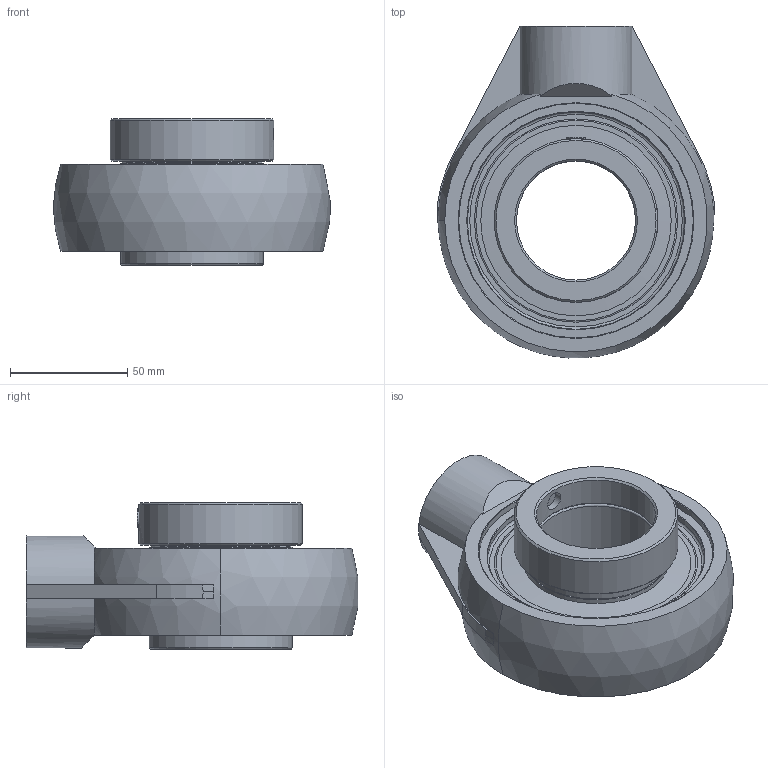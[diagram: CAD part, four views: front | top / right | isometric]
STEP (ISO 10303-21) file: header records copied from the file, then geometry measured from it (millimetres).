
FILE_DESCRIPTION(('HOOPS Exchange Step'),'2;1');
FILE_NAME('export-959442DB-5AE4-4DFC-ABC3-3FC21E6BA0F5.stp','2020-05-19T16:07:46-07:00',('dkerr'),('Alibre'),'HOOPS Exchange 2020.0','Alibre','Unknown authorisation');
FILE_SCHEMA( ('AP242_MANAGED_MODEL_BASED_3D_ENGINEERING_MIM_LF {1 0 10303 442 1 1 4 }') );
Length unit declared in the file: inch
Products named in the file (8): MRN SHAM L4L 210; SHC 210 (Ball Bearing); SHC 210 (Shield); SHC 210 (Setscrew); SHC 210-32 L4L (2.000inch) (Race); SHC 210-32 (Collar); MRN SHC 210-32 L4L (2.000inch); MRN SHCSHAM 210-32 L4L (2.000inch)
Assembly tree (7 placements, depth 3):
  MRN SHCSHAM 210-32 L4L (2.000inch)
    MRN SHAM L4L 210
    MRN SHC 210-32 L4L (2.000inch)
      SHC 210 (Ball Bearing)
      SHC 210 (Shield)
      SHC 210 (Setscrew)
      SHC 210-32 L4L (2.000inch) (Race)
      SHC 210-32 (Collar)
Bounding box: 118 x 141.58 x 62.7 mm (x, y, z)
Volume: 303881.3 mm3; surface area: 100989.4 mm2
Topology: 17 solids, 17 shells, 141 faces, 375 edges, 247 vertices
Faces by surface type: plane 45, cylinder 43, sphere 19, cone 16, torus 14, bspline 4
Full cylindrical faces by diameter (mm): 7.925 x1, 7.938 x2, 25.4 x1, 50.8 x2, 55.829 x2, 60.96 x4, 61.976 x2, 69.9 x1, 76.2 x2, 81.28 x4, 92.741 x1, 94.741 x1, 100.1 x1
Entity records: 6773 total; most frequent: CARTESIAN_POINT 3002, DIRECTION 829, ORIENTED_EDGE 694, AXIS2_PLACEMENT_3D 359, EDGE_CURVE 347, VERTEX_POINT 247, CIRCLE 197, EDGE_LOOP 162
